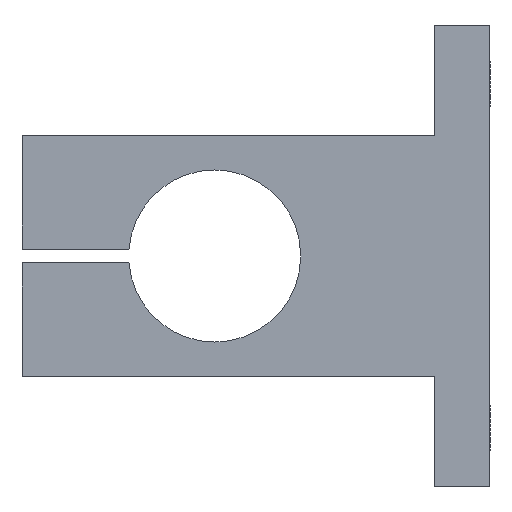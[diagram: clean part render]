
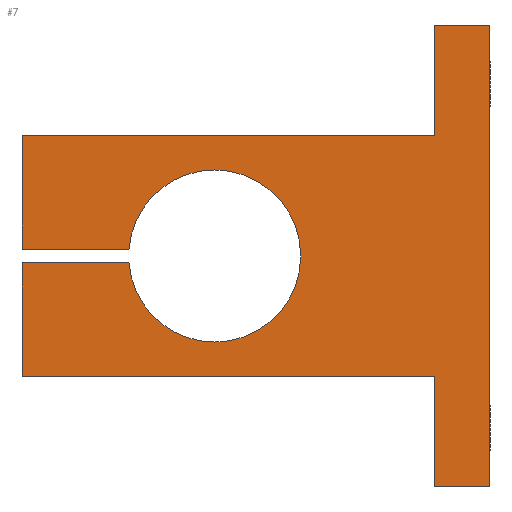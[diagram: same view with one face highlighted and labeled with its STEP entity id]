
A CAD part, left-side view. The second image highlights one B-rep face of the part: STEP entity #7.
In plain terms, the highlighted planar face has unit normal (-1, 0, 0).
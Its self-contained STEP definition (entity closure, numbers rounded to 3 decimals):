
#5 = ORIENTED_EDGE ( 'NONE', *, *, #252, .F. ) ;
#7 = ADVANCED_FACE ( 'NONE', ( #220 ), #365, .F. ) ;
#14 = VECTOR ( 'NONE', #630, 1000. ) ;
#18 = DIRECTION ( 'NONE',  ( 0., 0., 1. ) ) ;
#35 = LINE ( 'NONE', #155, #114 ) ;
#43 = AXIS2_PLACEMENT_3D ( 'NONE', #728, #713, #160 ) ;
#58 = ORIENTED_EDGE ( 'NONE', *, *, #662, .T. ) ;
#65 = DIRECTION ( 'NONE',  ( 0., 1., 0. ) ) ;
#68 = CARTESIAN_POINT ( 'NONE',  ( -8., 52.46, 1. ) ) ;
#83 = AXIS2_PLACEMENT_3D ( 'NONE', #550, #146, #207 ) ;
#84 = CARTESIAN_POINT ( 'NONE',  ( -8., 68., 33.5 ) ) ;
#93 = CARTESIAN_POINT ( 'NONE',  ( -8., 8., -33.5 ) ) ;
#94 = ORIENTED_EDGE ( 'NONE', *, *, #369, .F. ) ;
#96 = CARTESIAN_POINT ( 'NONE',  ( -8., 68., -33.5 ) ) ;
#114 = VECTOR ( 'NONE', #18, 1000. ) ;
#115 = VERTEX_POINT ( 'NONE', #331 ) ;
#118 = DIRECTION ( 'NONE',  ( 0., 0., 1. ) ) ;
#138 = CARTESIAN_POINT ( 'NONE',  ( -8., 68., -1. ) ) ;
#140 = VERTEX_POINT ( 'NONE', #603 ) ;
#146 = DIRECTION ( 'NONE',  ( 1., 0., 0. ) ) ;
#152 = DIRECTION ( 'NONE',  ( 0., 1., 0. ) ) ;
#155 = CARTESIAN_POINT ( 'NONE',  ( -8., 8., 17.5 ) ) ;
#159 = ORIENTED_EDGE ( 'NONE', *, *, #735, .F. ) ;
#160 = DIRECTION ( 'NONE',  ( 0., 0., -1. ) ) ;
#164 = VERTEX_POINT ( 'NONE', #750 ) ;
#165 = VERTEX_POINT ( 'NONE', #457 ) ;
#170 = ORIENTED_EDGE ( 'NONE', *, *, #779, .F. ) ;
#175 = CARTESIAN_POINT ( 'NONE',  ( -8., 0., 33.5 ) ) ;
#186 = EDGE_CURVE ( 'NONE', #705, #140, #250, .T. ) ;
#207 = DIRECTION ( 'NONE',  ( 0., 0., -1. ) ) ;
#208 = LINE ( 'NONE', #68, #275 ) ;
#213 = CARTESIAN_POINT ( 'NONE',  ( -8., 68., 1. ) ) ;
#214 = LINE ( 'NONE', #84, #834 ) ;
#220 = FACE_OUTER_BOUND ( 'NONE', #288, .T. ) ;
#243 = CARTESIAN_POINT ( 'NONE',  ( -8., 0., -33.5 ) ) ;
#250 = LINE ( 'NONE', #257, #407 ) ;
#252 = EDGE_CURVE ( 'NONE', #164, #712, #208, .T. ) ;
#257 = CARTESIAN_POINT ( 'NONE',  ( -8., 68., -33.5 ) ) ;
#273 = CARTESIAN_POINT ( 'NONE',  ( -8., 40., 12.5 ) ) ;
#275 = VECTOR ( 'NONE', #280, 1000. ) ;
#279 = CARTESIAN_POINT ( 'NONE',  ( -8., 68., 17.5 ) ) ;
#280 = DIRECTION ( 'NONE',  ( 0., 1., 0. ) ) ;
#282 = DIRECTION ( 'NONE',  ( 0., 0., -1. ) ) ;
#283 = DIRECTION ( 'NONE',  ( 0., 0., 1. ) ) ;
#286 = LINE ( 'NONE', #857, #551 ) ;
#288 = EDGE_LOOP ( 'NONE', ( #5, #58, #368, #342, #159, #536, #751, #743, #94, #170, #589, #854, #826, #772 ) ) ;
#301 = CARTESIAN_POINT ( 'NONE',  ( -8., 8., 33.5 ) ) ;
#331 = CARTESIAN_POINT ( 'NONE',  ( -8., 0., 33.5 ) ) ;
#342 = ORIENTED_EDGE ( 'NONE', *, *, #742, .T. ) ;
#347 = CARTESIAN_POINT ( 'NONE',  ( -8., 0., -33.5 ) ) ;
#353 = CARTESIAN_POINT ( 'NONE',  ( -8., 68., 17.5 ) ) ;
#364 = DIRECTION ( 'NONE',  ( 0., -1., 0. ) ) ;
#365 = PLANE ( 'NONE',  #833 ) ;
#368 = ORIENTED_EDGE ( 'NONE', *, *, #835, .T. ) ;
#369 = EDGE_CURVE ( 'NONE', #623, #472, #839, .T. ) ;
#407 = VECTOR ( 'NONE', #118, 1000. ) ;
#411 = EDGE_CURVE ( 'NONE', #472, #666, #775, .T. ) ;
#413 = LINE ( 'NONE', #138, #527 ) ;
#423 = CIRCLE ( 'NONE', #83, 12.5 ) ;
#430 = DIRECTION ( 'NONE',  ( 1., 0., 0. ) ) ;
#449 = EDGE_CURVE ( 'NONE', #666, #705, #286, .T. ) ;
#457 = CARTESIAN_POINT ( 'NONE',  ( -8., 40., -12.5 ) ) ;
#472 = VERTEX_POINT ( 'NONE', #843 ) ;
#494 = EDGE_CURVE ( 'NONE', #517, #115, #214, .T. ) ;
#499 = CIRCLE ( 'NONE', #43, 12.5 ) ;
#504 = CARTESIAN_POINT ( 'NONE',  ( -8., 40., 0. ) ) ;
#514 = LINE ( 'NONE', #175, #642 ) ;
#517 = VERTEX_POINT ( 'NONE', #301 ) ;
#527 = VECTOR ( 'NONE', #696, 1000. ) ;
#536 = ORIENTED_EDGE ( 'NONE', *, *, #186, .F. ) ;
#550 = CARTESIAN_POINT ( 'NONE',  ( -8., 40., 0. ) ) ;
#551 = VECTOR ( 'NONE', #152, 1000. ) ;
#558 = CARTESIAN_POINT ( 'NONE',  ( -8., 8., -17.5 ) ) ;
#589 = ORIENTED_EDGE ( 'NONE', *, *, #494, .F. ) ;
#591 = CARTESIAN_POINT ( 'NONE',  ( -8., 52.46, -1. ) ) ;
#594 = VERTEX_POINT ( 'NONE', #591 ) ;
#598 = VECTOR ( 'NONE', #65, 1000. ) ;
#603 = CARTESIAN_POINT ( 'NONE',  ( -8., 68., -1. ) ) ;
#623 = VERTEX_POINT ( 'NONE', #243 ) ;
#624 = CARTESIAN_POINT ( 'NONE',  ( -8., 68., -17.5 ) ) ;
#630 = DIRECTION ( 'NONE',  ( 0., -1., 0. ) ) ;
#642 = VECTOR ( 'NONE', #856, 1000. ) ;
#646 = DIRECTION ( 'NONE',  ( 0., 0., 1. ) ) ;
#656 = EDGE_CURVE ( 'NONE', #723, #755, #903, .T. ) ;
#662 = EDGE_CURVE ( 'NONE', #164, #674, #807, .T. ) ;
#666 = VERTEX_POINT ( 'NONE', #558 ) ;
#674 = VERTEX_POINT ( 'NONE', #273 ) ;
#676 = VECTOR ( 'NONE', #646, 1000. ) ;
#696 = DIRECTION ( 'NONE',  ( 0., -1., 0. ) ) ;
#705 = VERTEX_POINT ( 'NONE', #624 ) ;
#712 = VERTEX_POINT ( 'NONE', #213 ) ;
#713 = DIRECTION ( 'NONE',  ( 1., 0., 0. ) ) ;
#722 = CARTESIAN_POINT ( 'NONE',  ( -8., 0., 0. ) ) ;
#723 = VERTEX_POINT ( 'NONE', #279 ) ;
#728 = CARTESIAN_POINT ( 'NONE',  ( -8., 40., 0. ) ) ;
#735 = EDGE_CURVE ( 'NONE', #140, #594, #413, .T. ) ;
#742 = EDGE_CURVE ( 'NONE', #165, #594, #423, .T. ) ;
#743 = ORIENTED_EDGE ( 'NONE', *, *, #411, .F. ) ;
#750 = CARTESIAN_POINT ( 'NONE',  ( -8., 52.46, 1. ) ) ;
#751 = ORIENTED_EDGE ( 'NONE', *, *, #449, .F. ) ;
#755 = VERTEX_POINT ( 'NONE', #912 ) ;
#772 = ORIENTED_EDGE ( 'NONE', *, *, #862, .F. ) ;
#775 = LINE ( 'NONE', #93, #913 ) ;
#779 = EDGE_CURVE ( 'NONE', #115, #623, #514, .T. ) ;
#783 = LINE ( 'NONE', #96, #676 ) ;
#795 = DIRECTION ( 'NONE',  ( 0., 0., -1. ) ) ;
#807 = CIRCLE ( 'NONE', #865, 12.5 ) ;
#826 = ORIENTED_EDGE ( 'NONE', *, *, #656, .F. ) ;
#833 = AXIS2_PLACEMENT_3D ( 'NONE', #722, #430, #795 ) ;
#834 = VECTOR ( 'NONE', #364, 1000. ) ;
#835 = EDGE_CURVE ( 'NONE', #674, #165, #499, .T. ) ;
#838 = DIRECTION ( 'NONE',  ( 1., 0., 0. ) ) ;
#839 = LINE ( 'NONE', #347, #598 ) ;
#843 = CARTESIAN_POINT ( 'NONE',  ( -8., 8., -33.5 ) ) ;
#854 = ORIENTED_EDGE ( 'NONE', *, *, #892, .F. ) ;
#856 = DIRECTION ( 'NONE',  ( 0., 0., -1. ) ) ;
#857 = CARTESIAN_POINT ( 'NONE',  ( -8., 8., -17.5 ) ) ;
#862 = EDGE_CURVE ( 'NONE', #712, #723, #783, .T. ) ;
#865 = AXIS2_PLACEMENT_3D ( 'NONE', #504, #838, #282 ) ;
#892 = EDGE_CURVE ( 'NONE', #755, #517, #35, .T. ) ;
#903 = LINE ( 'NONE', #353, #14 ) ;
#912 = CARTESIAN_POINT ( 'NONE',  ( -8., 8., 17.5 ) ) ;
#913 = VECTOR ( 'NONE', #283, 1000. ) ;
